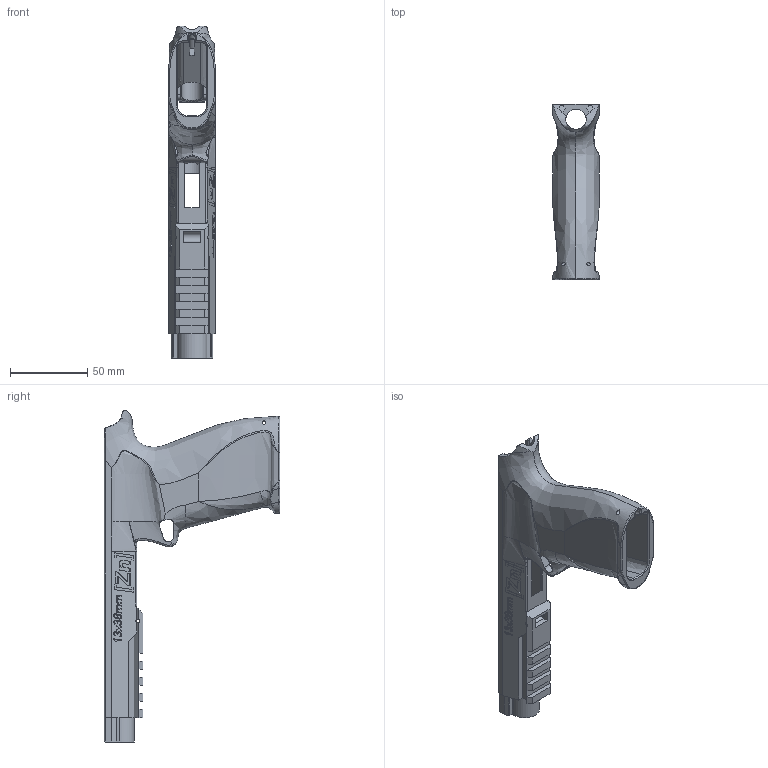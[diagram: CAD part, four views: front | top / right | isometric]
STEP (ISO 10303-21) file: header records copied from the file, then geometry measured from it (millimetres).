
FILE_DESCRIPTION(/* description */ (''),/* implementation_level */ '2;1');
FILE_NAME(/* name */ 'FRAME[2.0].step',/* time_stamp */ '2021-09-09T21:06:52+02:00',/* author */ (''),/* organization */ (''),/* preprocessor_version */ 'ST-DEVELOPER v18.1',/* originating_system */ 'Autodesk Translation Framework v10.9.0.1377',/* authorisation */ '');
FILE_SCHEMA (('AUTOMOTIVE_DESIGN { 1 0 10303 214 3 1 1 }'));
Length unit declared in the file: inch
Products named in the file (1): 2.0 HANDLE [3]
Bounding box: 30.2 x 113.84 x 215.42 mm (x, y, z)
Volume: 102498.1 mm3; surface area: 56330.9 mm2
Topology: 1 solids, 1 shells, 958 faces, 2768 edges, 1813 vertices
Faces by surface type: bspline 514, plane 408, cylinder 34, sphere 2
Full cylindrical faces by diameter (mm): 2.381 x3, 3.048 x4, 13.208 x1, 16.002 x2
Entity records: 37084 total; most frequent: CARTESIAN_POINT 15577, ORIENTED_EDGE 5512, EDGE_CURVE 2756, DIRECTION 2655, VERTEX_POINT 1813, LINE 1547, VECTOR 1547, B_SPLINE_CURVE_WITH_KNOTS 1088
